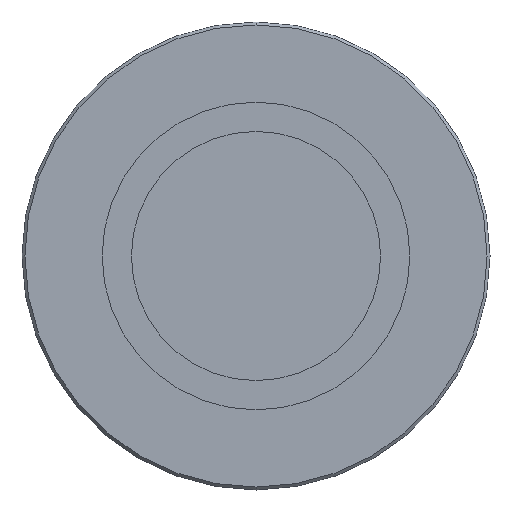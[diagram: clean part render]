
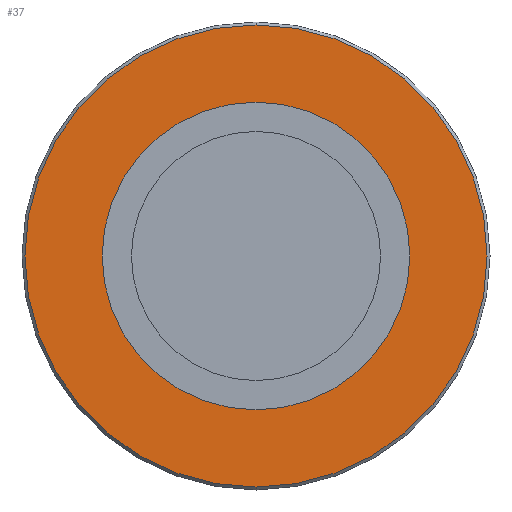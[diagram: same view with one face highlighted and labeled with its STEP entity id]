
A CAD part, front view. The second image highlights one B-rep face of the part: STEP entity #37.
In plain terms, the highlighted planar face has unit normal (0, -1, 0).
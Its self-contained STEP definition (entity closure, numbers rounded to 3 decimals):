
#1 = VERTEX_POINT ( 'NONE', #188 ) ;
#24 = ORIENTED_EDGE ( 'NONE', *, *, #92, .T. ) ;
#35 = EDGE_LOOP ( 'NONE', ( #39, #41 ) ) ;
#37 = ADVANCED_FACE ( 'NONE', ( #336, #330 ), #329, .T. ) ;
#39 = ORIENTED_EDGE ( 'NONE', *, *, #40, .T. ) ;
#40 = EDGE_CURVE ( 'NONE', #1, #116, #327, .T. ) ;
#41 = ORIENTED_EDGE ( 'NONE', *, *, #117, .T. ) ;
#42 = EDGE_LOOP ( 'NONE', ( #76, #24 ) ) ;
#44 = EDGE_CURVE ( 'NONE', #94, #93, #319, .T. ) ;
#76 = ORIENTED_EDGE ( 'NONE', *, *, #44, .T. ) ;
#92 = EDGE_CURVE ( 'NONE', #93, #94, #270, .T. ) ;
#93 = VERTEX_POINT ( 'NONE', #264 ) ;
#94 = VERTEX_POINT ( 'NONE', #263 ) ;
#116 = VERTEX_POINT ( 'NONE', #412 ) ;
#117 = EDGE_CURVE ( 'NONE', #116, #1, #406, .T. ) ;
#188 = CARTESIAN_POINT ( 'NONE',  ( 0., 0., 19.75 ) ) ;
#263 = CARTESIAN_POINT ( 'NONE',  ( 0., 0., 13.15 ) ) ;
#264 = CARTESIAN_POINT ( 'NONE',  ( 0., 0., -13.15 ) ) ;
#265 = DIRECTION ( 'NONE',  ( 0., 0., 1. ) ) ;
#266 = DIRECTION ( 'NONE',  ( 0., 1., 0. ) ) ;
#267 = CARTESIAN_POINT ( 'NONE',  ( 0., 0., 0. ) ) ;
#268 = AXIS2_PLACEMENT_3D ( 'NONE', #267, #266, #265 ) ;
#270 = CIRCLE ( 'NONE', #268, 13.15 ) ;
#315 = DIRECTION ( 'NONE',  ( 0., 0., 1. ) ) ;
#316 = DIRECTION ( 'NONE',  ( 0., 1., 0. ) ) ;
#317 = CARTESIAN_POINT ( 'NONE',  ( 0., 0., 0. ) ) ;
#318 = AXIS2_PLACEMENT_3D ( 'NONE', #317, #316, #315 ) ;
#319 = CIRCLE ( 'NONE', #318, 13.15 ) ;
#320 = DIRECTION ( 'NONE',  ( 0., 0., -1. ) ) ;
#321 = DIRECTION ( 'NONE',  ( 0., -1., 0. ) ) ;
#322 = CARTESIAN_POINT ( 'NONE',  ( 0., 0., 0. ) ) ;
#323 = AXIS2_PLACEMENT_3D ( 'NONE', #322, #321, #320 ) ;
#324 = DIRECTION ( 'NONE',  ( 0., 0., -1. ) ) ;
#325 = DIRECTION ( 'NONE',  ( 0., -1., 0. ) ) ;
#326 = CARTESIAN_POINT ( 'NONE',  ( -13.15, 0., 0. ) ) ;
#327 = CIRCLE ( 'NONE', #323, 19.75 ) ;
#328 = AXIS2_PLACEMENT_3D ( 'NONE', #326, #325, #324 ) ;
#329 = PLANE ( 'NONE',  #328 ) ;
#330 = FACE_BOUND ( 'NONE', #42, .T. ) ;
#336 = FACE_OUTER_BOUND ( 'NONE', #35, .T. ) ;
#402 = DIRECTION ( 'NONE',  ( 0., 0., -1. ) ) ;
#403 = DIRECTION ( 'NONE',  ( 0., -1., 0. ) ) ;
#404 = CARTESIAN_POINT ( 'NONE',  ( 0., 0., 0. ) ) ;
#405 = AXIS2_PLACEMENT_3D ( 'NONE', #404, #403, #402 ) ;
#406 = CIRCLE ( 'NONE', #405, 19.75 ) ;
#412 = CARTESIAN_POINT ( 'NONE',  ( 0., 0., -19.75 ) ) ;
